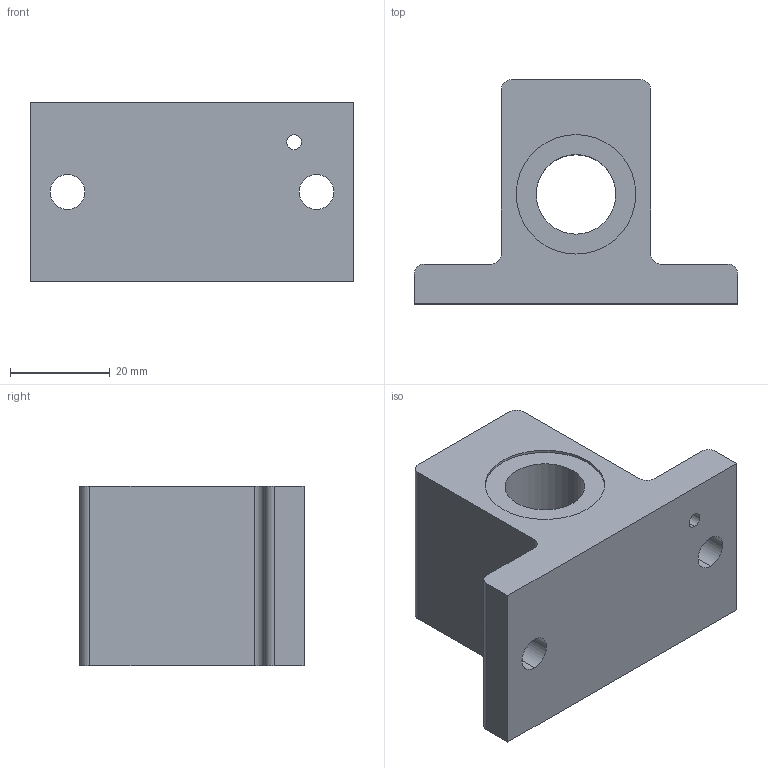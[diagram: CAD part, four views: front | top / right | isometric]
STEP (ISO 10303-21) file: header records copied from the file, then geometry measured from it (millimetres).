
FILE_DESCRIPTION (( 'STEP AP203' ), '1' );
FILE_NAME ('L16-68.STEP', '2018-04-02T13:59:29', ( 'User2' ), ( '' ), 'SwSTEP 2.0', 'SolidWorks 2007', '' );
FILE_SCHEMA (( 'CONFIG_CONTROL_DESIGN' ));
Length unit declared in the file: millimetre
Products named in the file (1): L16-68
Bounding box: 65 x 45 x 36 mm (x, y, z)
Volume: 50456.3 mm3; surface area: 12682.9 mm2
Topology: 1 solids, 1 shells, 30 faces, 78 edges, 52 vertices
Faces by surface type: cylinder 18, plane 12
Entity records: 1031 total; most frequent: DIRECTION 176, CARTESIAN_POINT 161, ORIENTED_EDGE 156, EDGE_CURVE 78, AXIS2_PLACEMENT_3D 67, VERTEX_POINT 52, LINE 42, VECTOR 42
